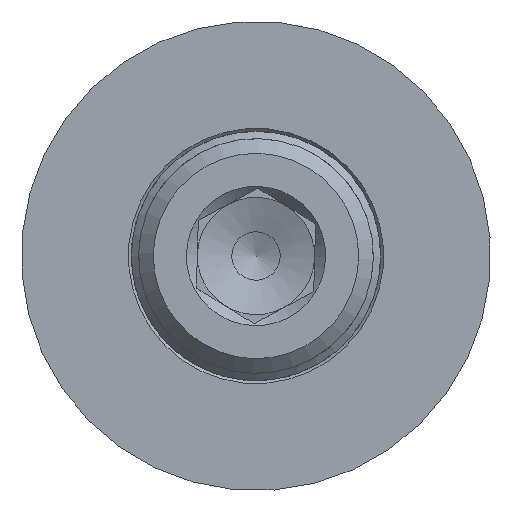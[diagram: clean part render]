
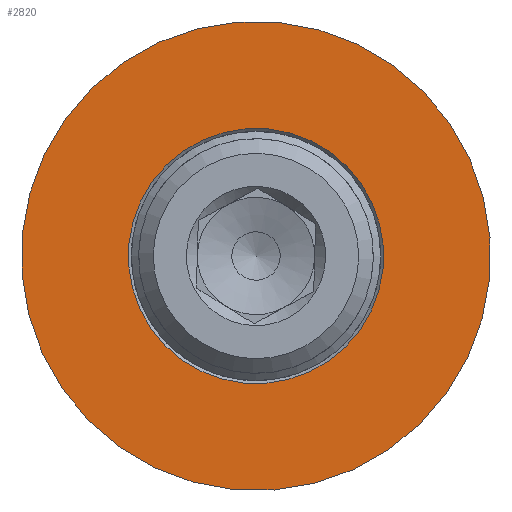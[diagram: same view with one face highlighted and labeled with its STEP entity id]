
A CAD part, left-side view. The second image highlights one B-rep face of the part: STEP entity #2820.
In plain terms, the highlighted planar face has unit normal (-1, 0, 0).
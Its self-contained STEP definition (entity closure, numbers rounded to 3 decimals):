
#1318 = FACE_OUTER_BOUND ( 'NONE', #16457, .T. ) ;
#2346 = CARTESIAN_POINT ( 'NONE',  ( 0., 0., 8.7 ) ) ;
#2820 = ADVANCED_FACE ( 'NONE', ( #6802, #1318 ), #6298, .F. ) ;
#4726 = CIRCLE ( 'NONE', #25632, 16. ) ;
#6298 = PLANE ( 'NONE',  #26186 ) ;
#6495 = EDGE_CURVE ( 'NONE', #6953, #6953, #7878, .T. ) ;
#6802 = FACE_BOUND ( 'NONE', #13957, .T. ) ;
#6953 = VERTEX_POINT ( 'NONE', #2346 ) ;
#7878 = CIRCLE ( 'NONE', #24667, 8.7 ) ;
#8122 = DIRECTION ( 'NONE',  ( 1., 0., 0. ) ) ;
#8339 = ORIENTED_EDGE ( 'NONE', *, *, #17522, .T. ) ;
#13957 = EDGE_LOOP ( 'NONE', ( #26211 ) ) ;
#15275 = VERTEX_POINT ( 'NONE', #25700 ) ;
#15924 = DIRECTION ( 'NONE',  ( 0., 0., 1. ) ) ;
#16457 = EDGE_LOOP ( 'NONE', ( #8339 ) ) ;
#17522 = EDGE_CURVE ( 'NONE', #15275, #15275, #4726, .T. ) ;
#17737 = DIRECTION ( 'NONE',  ( -1., 0., 0. ) ) ;
#19962 = CARTESIAN_POINT ( 'NONE',  ( 0., 0., 0. ) ) ;
#20144 = DIRECTION ( 'NONE',  ( -1., 0., 0. ) ) ;
#22614 = DIRECTION ( 'NONE',  ( 0., 0., -1. ) ) ;
#23864 = DIRECTION ( 'NONE',  ( 0., 0., 1. ) ) ;
#24582 = CARTESIAN_POINT ( 'NONE',  ( 0., 0., 0. ) ) ;
#24667 = AXIS2_PLACEMENT_3D ( 'NONE', #19962, #17737, #23864 ) ;
#24855 = CARTESIAN_POINT ( 'NONE',  ( 0., 16., 0. ) ) ;
#25632 = AXIS2_PLACEMENT_3D ( 'NONE', #24582, #20144, #15924 ) ;
#25700 = CARTESIAN_POINT ( 'NONE',  ( 0., 0., 16. ) ) ;
#26186 = AXIS2_PLACEMENT_3D ( 'NONE', #24855, #8122, #22614 ) ;
#26211 = ORIENTED_EDGE ( 'NONE', *, *, #6495, .F. ) ;
